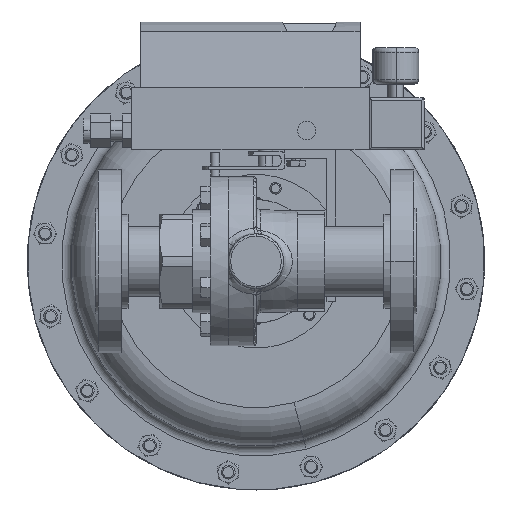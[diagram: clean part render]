
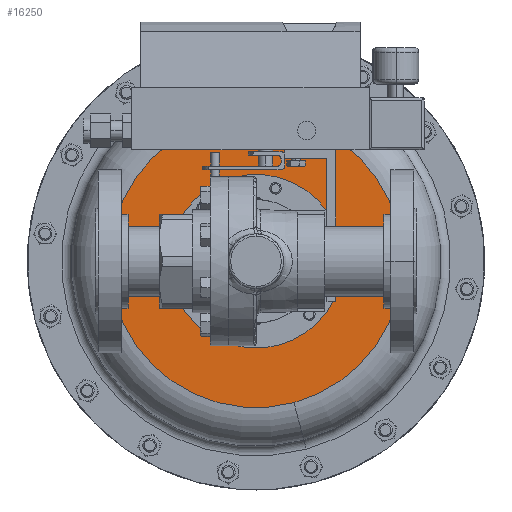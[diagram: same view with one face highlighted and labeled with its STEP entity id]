
A CAD part, front view. The second image highlights one B-rep face of the part: STEP entity #16250.
In plain terms, the highlighted planar face has unit normal (0, -1, 0).
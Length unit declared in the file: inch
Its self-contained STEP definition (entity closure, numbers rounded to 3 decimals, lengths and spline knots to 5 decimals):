
#317 = DIRECTION ( 'NONE',  ( 0.259, 0., -0.966 ) ) ;
#965 = VERTEX_POINT ( 'NONE', #14994 ) ;
#1464 = VERTEX_POINT ( 'NONE', #24294 ) ;
#2271 = CIRCLE ( 'NONE', #6205, 4. ) ;
#2815 = DIRECTION ( 'NONE',  ( 0., 1., 0. ) ) ;
#5750 = DIRECTION ( 'NONE',  ( 0., -1., 0. ) ) ;
#6205 = AXIS2_PLACEMENT_3D ( 'NONE', #35935, #18134, #317 ) ;
#8045 = DIRECTION ( 'NONE',  ( 0., 1., 0. ) ) ;
#8619 = ORIENTED_EDGE ( 'NONE', *, *, #29781, .T. ) ;
#9712 = VERTEX_POINT ( 'NONE', #16989 ) ;
#10336 = EDGE_CURVE ( 'NONE', #965, #38492, #12748, .T. ) ;
#10464 = AXIS2_PLACEMENT_3D ( 'NONE', #20624, #2815, #23599 ) ;
#12748 = CIRCLE ( 'NONE', #17705, 2.375 ) ;
#12882 = EDGE_LOOP ( 'NONE', ( #23004, #13607 ) ) ;
#13557 = EDGE_LOOP ( 'NONE', ( #8619, #15107 ) ) ;
#13607 = ORIENTED_EDGE ( 'NONE', *, *, #23607, .F. ) ;
#14047 = AXIS2_PLACEMENT_3D ( 'NONE', #17578, #5750, #26530 ) ;
#14623 = PLANE ( 'NONE',  #14047 ) ;
#14994 = CARTESIAN_POINT ( 'NONE',  ( -1.67938, 7.2525, -1.67938 ) ) ;
#15107 = ORIENTED_EDGE ( 'NONE', *, *, #10336, .T. ) ;
#15475 = CARTESIAN_POINT ( 'NONE',  ( 1.67938, 7.2525, 1.67938 ) ) ;
#16250 = ADVANCED_FACE ( 'NONE', ( #32390, #25385 ), #14623, .T. ) ;
#16347 = DIRECTION ( 'NONE',  ( 0., 1., 0. ) ) ;
#16989 = CARTESIAN_POINT ( 'NONE',  ( -1.03528, 7.2525, 3.8637 ) ) ;
#17116 = CIRCLE ( 'NONE', #10464, 2.375 ) ;
#17578 = CARTESIAN_POINT ( 'NONE',  ( -3.8637, 7.2525, -1.03528 ) ) ;
#17705 = AXIS2_PLACEMENT_3D ( 'NONE', #34156, #16347, #37124 ) ;
#18134 = DIRECTION ( 'NONE',  ( 0., 1., 0. ) ) ;
#18406 = EDGE_CURVE ( 'NONE', #1464, #9712, #2271, .T. ) ;
#18772 = AXIS2_PLACEMENT_3D ( 'NONE', #25827, #8045, #28826 ) ;
#20624 = CARTESIAN_POINT ( 'NONE',  ( 0., 7.2525, 0. ) ) ;
#23004 = ORIENTED_EDGE ( 'NONE', *, *, #18406, .F. ) ;
#23599 = DIRECTION ( 'NONE',  ( -0.707, 0., -0.707 ) ) ;
#23607 = EDGE_CURVE ( 'NONE', #9712, #1464, #24369, .T. ) ;
#24294 = CARTESIAN_POINT ( 'NONE',  ( 1.03528, 7.2525, -3.8637 ) ) ;
#24369 = CIRCLE ( 'NONE', #18772, 4. ) ;
#25385 = FACE_BOUND ( 'NONE', #13557, .T. ) ;
#25827 = CARTESIAN_POINT ( 'NONE',  ( 0., 7.2525, 0. ) ) ;
#26530 = DIRECTION ( 'NONE',  ( -0.259, 0., 0.966 ) ) ;
#28826 = DIRECTION ( 'NONE',  ( 0.259, 0., -0.966 ) ) ;
#29781 = EDGE_CURVE ( 'NONE', #38492, #965, #17116, .T. ) ;
#32390 = FACE_OUTER_BOUND ( 'NONE', #12882, .T. ) ;
#34156 = CARTESIAN_POINT ( 'NONE',  ( 0., 7.2525, 0. ) ) ;
#35935 = CARTESIAN_POINT ( 'NONE',  ( 0., 7.2525, 0. ) ) ;
#37124 = DIRECTION ( 'NONE',  ( -0.707, 0., -0.707 ) ) ;
#38492 = VERTEX_POINT ( 'NONE', #15475 ) ;
